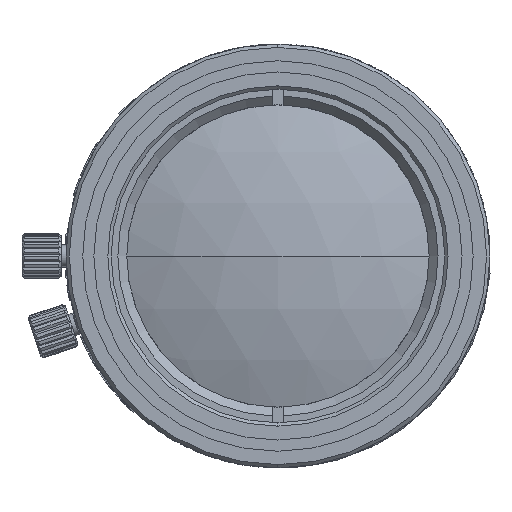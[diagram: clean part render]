
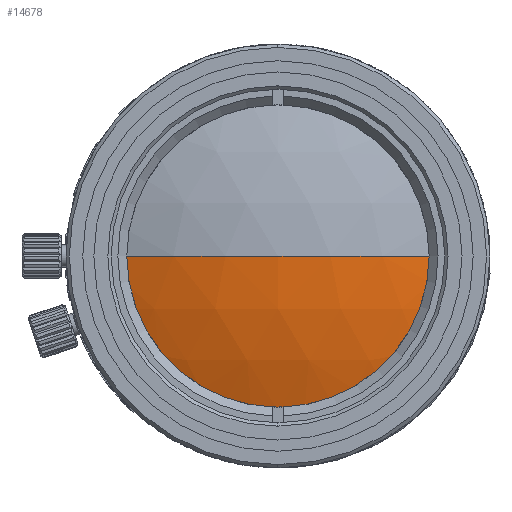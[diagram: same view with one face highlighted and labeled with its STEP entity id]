
A CAD part, left-side view. The second image highlights one B-rep face of the part: STEP entity #14678.
In plain terms, the highlighted spherical face has radius 39.422 mm.
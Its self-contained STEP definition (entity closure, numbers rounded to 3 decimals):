
#940 = ORIENTED_EDGE ( 'NONE', *, *, #26415, .F. ) ;
#2835 = EDGE_CURVE ( 'NONE', #34114, #42118, #6439, .T. ) ;
#3321 = DIRECTION ( 'NONE',  ( 1., 0., 0. ) ) ;
#3499 = VERTEX_POINT ( 'NONE', #7449 ) ;
#4307 = VERTEX_POINT ( 'NONE', #11892 ) ;
#6202 = DIRECTION ( 'NONE',  ( 0., -1., 0. ) ) ;
#6439 = CIRCLE ( 'NONE', #28835, 39.422 ) ;
#6522 = AXIS2_PLACEMENT_3D ( 'NONE', #33879, #3321, #50109 ) ;
#7449 = CARTESIAN_POINT ( 'NONE',  ( -16.424, 4.93, -18.9 ) ) ;
#9198 = CARTESIAN_POINT ( 'NONE',  ( -16.424, 18.8, -18.9 ) ) ;
#9415 = ORIENTED_EDGE ( 'NONE', *, *, #30653, .F. ) ;
#10085 = CARTESIAN_POINT ( 'NONE',  ( 20.477, 18.8, -18.9 ) ) ;
#11837 = CARTESIAN_POINT ( 'NONE',  ( -18.945, 18.8, -18.9 ) ) ;
#11892 = CARTESIAN_POINT ( 'NONE',  ( -16.424, 18.8, -32.77 ) ) ;
#12711 = CIRCLE ( 'NONE', #46744, 39.422 ) ;
#13428 = ORIENTED_EDGE ( 'NONE', *, *, #47861, .F. ) ;
#14678 = ADVANCED_FACE ( 'NONE', ( #27542 ), #40142, .T. ) ;
#17029 = DIRECTION ( 'NONE',  ( 0., 0., -1. ) ) ;
#18169 = CIRCLE ( 'NONE', #6522, 13.87 ) ;
#18496 = DIRECTION ( 'NONE',  ( 0., -1., 0. ) ) ;
#18729 = CIRCLE ( 'NONE', #32203, 13.87 ) ;
#23534 = EDGE_LOOP ( 'NONE', ( #9415, #32886, #13428, #940 ) ) ;
#26415 = EDGE_CURVE ( 'NONE', #3499, #4307, #18729, .T. ) ;
#27542 = FACE_OUTER_BOUND ( 'NONE', #23534, .T. ) ;
#28835 = AXIS2_PLACEMENT_3D ( 'NONE', #34060, #30155, #36279 ) ;
#30155 = DIRECTION ( 'NONE',  ( 0., 0., -1. ) ) ;
#30653 = EDGE_CURVE ( 'NONE', #34114, #3499, #12711, .T. ) ;
#31412 = DIRECTION ( 'NONE',  ( 0., 0., 1. ) ) ;
#32203 = AXIS2_PLACEMENT_3D ( 'NONE', #9198, #46484, #17029 ) ;
#32886 = ORIENTED_EDGE ( 'NONE', *, *, #2835, .T. ) ;
#33879 = CARTESIAN_POINT ( 'NONE',  ( -16.424, 18.8, -18.9 ) ) ;
#34060 = CARTESIAN_POINT ( 'NONE',  ( 20.477, 18.8, -18.9 ) ) ;
#34114 = VERTEX_POINT ( 'NONE', #11837 ) ;
#36279 = DIRECTION ( 'NONE',  ( 0., 1., 0. ) ) ;
#38672 = AXIS2_PLACEMENT_3D ( 'NONE', #44625, #53015, #6202 ) ;
#40142 = SPHERICAL_SURFACE ( 'NONE', #38672, 39.422 ) ;
#42118 = VERTEX_POINT ( 'NONE', #44486 ) ;
#44486 = CARTESIAN_POINT ( 'NONE',  ( -16.424, 32.67, -18.9 ) ) ;
#44625 = CARTESIAN_POINT ( 'NONE',  ( 20.477, 18.8, -18.9 ) ) ;
#46484 = DIRECTION ( 'NONE',  ( 1., 0., 0. ) ) ;
#46744 = AXIS2_PLACEMENT_3D ( 'NONE', #10085, #31412, #18496 ) ;
#47861 = EDGE_CURVE ( 'NONE', #4307, #42118, #18169, .T. ) ;
#50109 = DIRECTION ( 'NONE',  ( 0., 0., -1. ) ) ;
#53015 = DIRECTION ( 'NONE',  ( 0., 0., -1. ) ) ;
